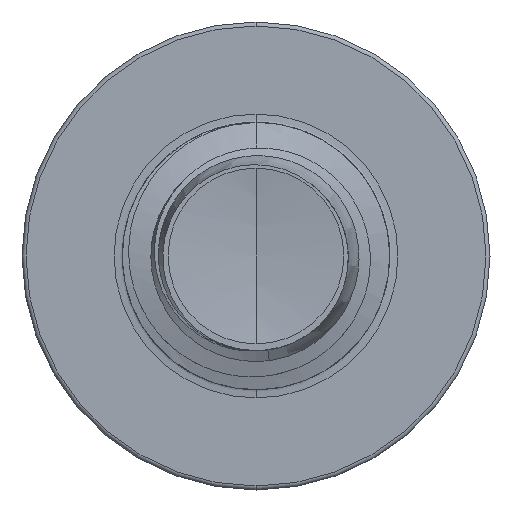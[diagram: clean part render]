
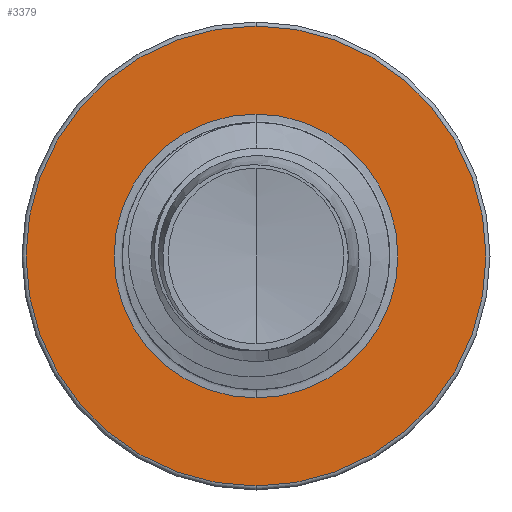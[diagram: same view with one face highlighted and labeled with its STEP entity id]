
A CAD part, front view. The second image highlights one B-rep face of the part: STEP entity #3379.
In plain terms, the highlighted planar face has unit normal (0, -1, 0).
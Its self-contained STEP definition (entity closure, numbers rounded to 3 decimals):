
#123 = CIRCLE ( 'NONE', #16154, 3.186 ) ;
#577 = CARTESIAN_POINT ( 'NONE',  ( 0., 12.5, 0. ) ) ;
#2156 = EDGE_LOOP ( 'NONE', ( #20412, #9421 ) ) ;
#2725 = CARTESIAN_POINT ( 'NONE',  ( 0., 12.5, 0. ) ) ;
#2920 = DIRECTION ( 'NONE',  ( 0., 0., 1. ) ) ;
#3379 = ADVANCED_FACE ( 'NONE', ( #17113, #8598 ), #8015, .F. ) ;
#3420 = VERTEX_POINT ( 'NONE', #7706 ) ;
#3874 = DIRECTION ( 'NONE',  ( 0., 0., 1. ) ) ;
#4295 = DIRECTION ( 'NONE',  ( 0., 1., 0. ) ) ;
#5035 = DIRECTION ( 'NONE',  ( 0., 0., 1. ) ) ;
#5521 = CARTESIAN_POINT ( 'NONE',  ( 0., 12.5, -3.186 ) ) ;
#5931 = CIRCLE ( 'NONE', #23018, 5.16 ) ;
#7706 = CARTESIAN_POINT ( 'NONE',  ( 0., 12.5, -5.16 ) ) ;
#7991 = EDGE_LOOP ( 'NONE', ( #12695, #12608 ) ) ;
#8015 = PLANE ( 'NONE',  #18147 ) ;
#8598 = FACE_BOUND ( 'NONE', #7991, .T. ) ;
#9421 = ORIENTED_EDGE ( 'NONE', *, *, #10905, .F. ) ;
#9886 = CARTESIAN_POINT ( 'NONE',  ( 0., 12.5, 0. ) ) ;
#10042 = EDGE_CURVE ( 'NONE', #11180, #15214, #14140, .T. ) ;
#10905 = EDGE_CURVE ( 'NONE', #3420, #13318, #5931, .T. ) ;
#11180 = VERTEX_POINT ( 'NONE', #18234 ) ;
#11870 = DIRECTION ( 'NONE',  ( 0., 0., 1. ) ) ;
#12453 = DIRECTION ( 'NONE',  ( 0., 1., 0. ) ) ;
#12608 = ORIENTED_EDGE ( 'NONE', *, *, #13787, .T. ) ;
#12695 = ORIENTED_EDGE ( 'NONE', *, *, #10042, .T. ) ;
#13124 = AXIS2_PLACEMENT_3D ( 'NONE', #9886, #20215, #11870 ) ;
#13318 = VERTEX_POINT ( 'NONE', #20173 ) ;
#13787 = EDGE_CURVE ( 'NONE', #15214, #11180, #123, .T. ) ;
#14140 = CIRCLE ( 'NONE', #13124, 3.186 ) ;
#14476 = DIRECTION ( 'NONE',  ( 0., 1., 0. ) ) ;
#14790 = AXIS2_PLACEMENT_3D ( 'NONE', #2725, #15748, #5035 ) ;
#15214 = VERTEX_POINT ( 'NONE', #18604 ) ;
#15748 = DIRECTION ( 'NONE',  ( 0., 1., 0. ) ) ;
#16154 = AXIS2_PLACEMENT_3D ( 'NONE', #577, #14476, #2920 ) ;
#17113 = FACE_OUTER_BOUND ( 'NONE', #2156, .T. ) ;
#17219 = CIRCLE ( 'NONE', #14790, 5.16 ) ;
#18147 = AXIS2_PLACEMENT_3D ( 'NONE', #5521, #4295, #3874 ) ;
#18234 = CARTESIAN_POINT ( 'NONE',  ( 0., 12.5, 3.186 ) ) ;
#18604 = CARTESIAN_POINT ( 'NONE',  ( 0., 12.5, -3.186 ) ) ;
#19142 = EDGE_CURVE ( 'NONE', #13318, #3420, #17219, .T. ) ;
#20173 = CARTESIAN_POINT ( 'NONE',  ( 0., 12.5, 5.16 ) ) ;
#20215 = DIRECTION ( 'NONE',  ( 0., 1., 0. ) ) ;
#20412 = ORIENTED_EDGE ( 'NONE', *, *, #19142, .F. ) ;
#20817 = CARTESIAN_POINT ( 'NONE',  ( 0., 12.5, 0. ) ) ;
#22779 = DIRECTION ( 'NONE',  ( 0., 0., 1. ) ) ;
#23018 = AXIS2_PLACEMENT_3D ( 'NONE', #20817, #12453, #22779 ) ;
